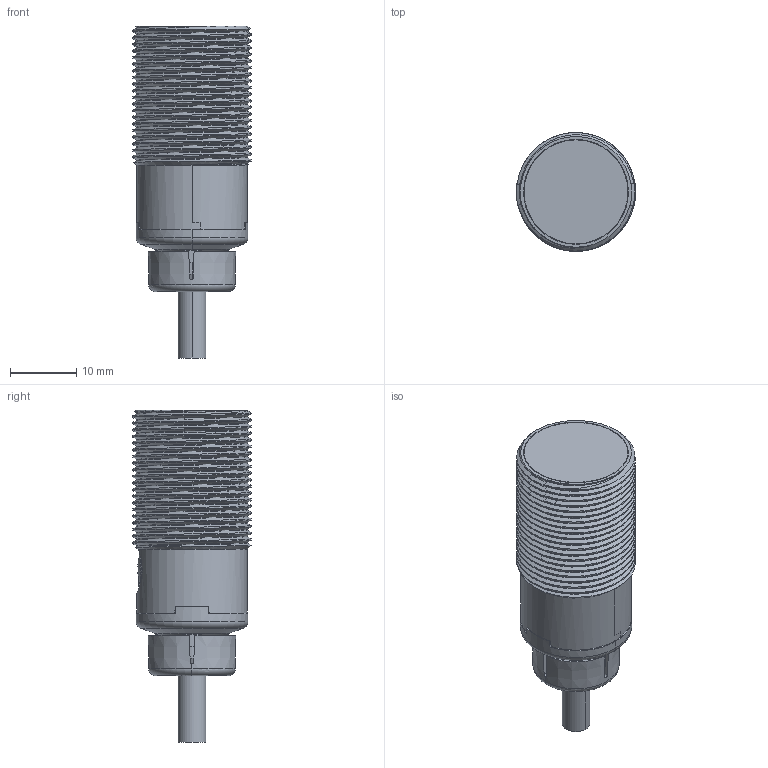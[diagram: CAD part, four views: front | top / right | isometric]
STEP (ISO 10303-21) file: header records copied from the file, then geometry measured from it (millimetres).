
FILE_DESCRIPTION((''),'2;1');
FILE_NAME('CAD-A029_SW0001','2021-02-03T12:38:46',('xmao'),(''),'CREO PARAMETRIC BY PTC INC, 2019292','CREO PARAMETRIC BY PTC INC, 2019292','');
FILE_SCHEMA(('CONFIG_CONTROL_DESIGN','SHAPE_APPEARANCE_LAYERS_GROUPS'));
Length unit declared in the file: millimetre
Products named in the file (1): CAD-A029_SW0001
Bounding box: 18 x 17.88 x 50 mm (x, y, z)
Volume: 8462.7 mm3; surface area: 4101.9 mm2
Topology: 1 solids, 2 shells, 426 faces, 1259 edges, 837 vertices
Faces by surface type: plane 148, cylinder 145, bspline 84, cone 27, torus 20, sphere 2
Entity records: 32248 total; most frequent: CARTESIAN_POINT 18017, ORIENTED_EDGE 2492, DIRECTION 1730, PRESENTATION_STYLE_ASSIGNMENT 1262, STYLED_ITEM 1259, CURVE_STYLE 1258, EDGE_CURVE 1246, VERTEX_POINT 815
